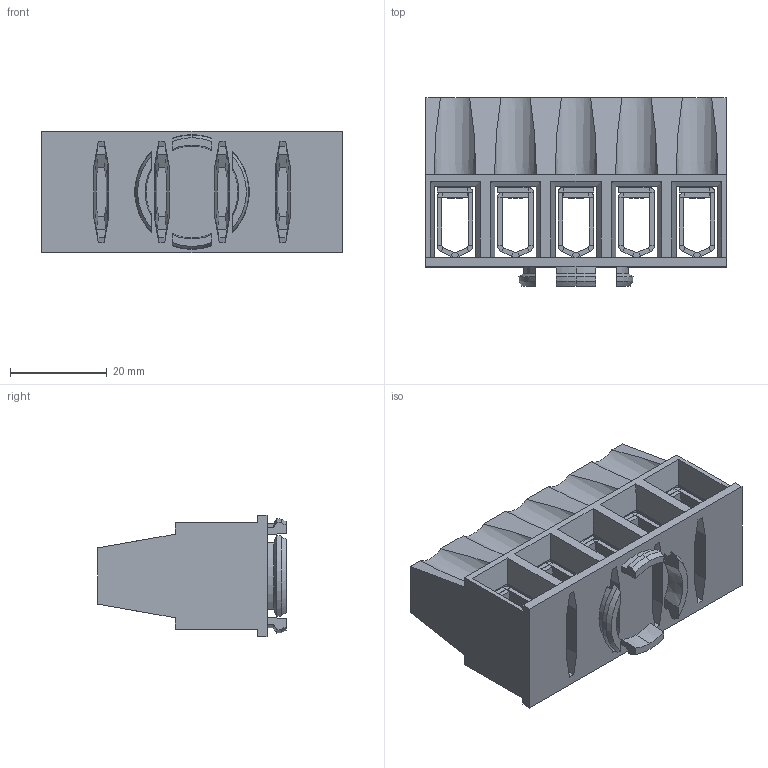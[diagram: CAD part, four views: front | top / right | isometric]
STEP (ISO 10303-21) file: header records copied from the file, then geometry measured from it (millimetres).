
FILE_DESCRIPTION (( 'STEP AP214' ), '1' );
FILE_NAME ('2016185.STEP', '2026-01-22T10:41:16', ( '' ), ( '' ), 'SwSTEP 2.0', 'SolidWorks 2024', '' );
FILE_SCHEMA (( 'AUTOMOTIVE_DESIGN' ));
Length unit declared in the file: millimetre
Products named in the file (4): 2016185; WNF-6508_Standard; 0013424_Standard; Teil6_Buchsenklemme
Assembly tree (11 placements, depth 2):
  2016185
    0013424_Standard
    WNF-6508_Standard  x5
    Teil6_Buchsenklemme  x5
Bounding box: 62 x 38.99 x 25 mm (x, y, z)
Volume: 17904.6 mm3; surface area: 26567.2 mm2
Topology: 11 solids, 11 shells, 901 faces, 2144 edges, 1272 vertices
Faces by surface type: plane 566, cylinder 220, cone 95, torus 20
Entity records: 11727 total; most frequent: CARTESIAN_POINT 2576, ORIENTED_EDGE 1936, DIRECTION 1797, EDGE_CURVE 968, AXIS2_PLACEMENT_3D 603, VERTEX_POINT 600, LINE 591, VECTOR 591
